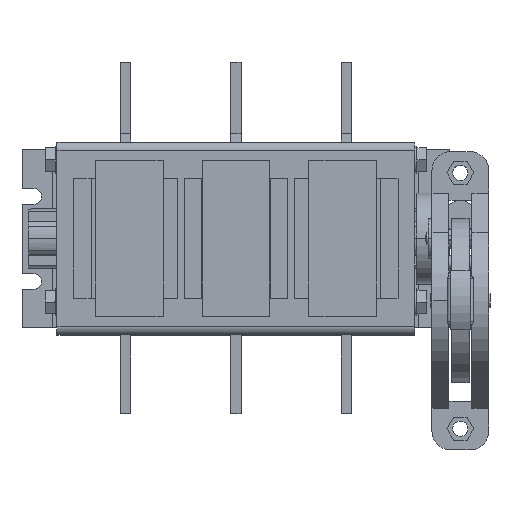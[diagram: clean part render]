
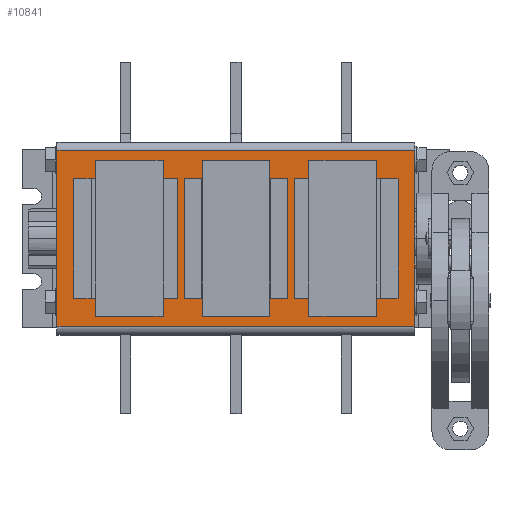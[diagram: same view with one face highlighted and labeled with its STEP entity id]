
A CAD part, top view. The second image highlights one B-rep face of the part: STEP entity #10841.
In plain terms, the highlighted planar face has unit normal (0, 0, 1).
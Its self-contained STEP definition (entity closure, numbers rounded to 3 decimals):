
#255 = ORIENTED_EDGE ( 'NONE', *, *, #3075, .T. ) ;
#362 = LINE ( 'NONE', #6842, #5994 ) ;
#644 = EDGE_CURVE ( 'NONE', #11819, #14972, #3717, .T. ) ;
#999 = VECTOR ( 'NONE', #20530, 1000. ) ;
#1085 = ORIENTED_EDGE ( 'NONE', *, *, #22656, .F. ) ;
#1242 = CARTESIAN_POINT ( 'NONE',  ( -30.625, 35.25, 178.975 ) ) ;
#1325 = DIRECTION ( 'NONE',  ( -1., 0., 0. ) ) ;
#1436 = EDGE_CURVE ( 'NONE', #1589, #11819, #10810, .T. ) ;
#1483 = DIRECTION ( 'NONE',  ( 0., -1., 0. ) ) ;
#1526 = CARTESIAN_POINT ( 'NONE',  ( 34.375, 35.25, 178.975 ) ) ;
#1589 = VERTEX_POINT ( 'NONE', #12900 ) ;
#1664 = ORIENTED_EDGE ( 'NONE', *, *, #6967, .F. ) ;
#2232 = EDGE_CURVE ( 'NONE', #9639, #1589, #4055, .T. ) ;
#2319 = DIRECTION ( 'NONE',  ( -1., 0., 0. ) ) ;
#2368 = CARTESIAN_POINT ( 'NONE',  ( 105.6, 51.875, 178.975 ) ) ;
#2762 = LINE ( 'NONE', #9247, #999 ) ;
#2772 = CARTESIAN_POINT ( 'NONE',  ( -30.625, -35.25, 178.975 ) ) ;
#3075 = EDGE_CURVE ( 'NONE', #21182, #13196, #20070, .T. ) ;
#3189 = VERTEX_POINT ( 'NONE', #2368 ) ;
#3610 = DIRECTION ( 'NONE',  ( 1., 0., 0. ) ) ;
#3611 = EDGE_CURVE ( 'NONE', #22951, #24836, #362, .T. ) ;
#3717 = LINE ( 'NONE', #12451, #8272 ) ;
#3740 = CARTESIAN_POINT ( 'NONE',  ( 34.375, -35.25, 178.975 ) ) ;
#4055 = LINE ( 'NONE', #6591, #10089 ) ;
#4070 = VERTEX_POINT ( 'NONE', #1242 ) ;
#4155 = DIRECTION ( 'NONE',  ( -1., 0., 0. ) ) ;
#4441 = EDGE_LOOP ( 'NONE', ( #1085, #23312, #1664, #4862 ) ) ;
#4797 = ORIENTED_EDGE ( 'NONE', *, *, #14139, .F. ) ;
#4800 = VERTEX_POINT ( 'NONE', #12738 ) ;
#4808 = CARTESIAN_POINT ( 'NONE',  ( -95.625, 35.25, 178.975 ) ) ;
#4862 = ORIENTED_EDGE ( 'NONE', *, *, #25674, .F. ) ;
#5175 = CARTESIAN_POINT ( 'NONE',  ( 30.625, -35.25, 178.975 ) ) ;
#5520 = CARTESIAN_POINT ( 'NONE',  ( -271.672, -51.875, 178.975 ) ) ;
#5531 = EDGE_CURVE ( 'NONE', #16254, #4800, #18029, .T. ) ;
#5621 = VECTOR ( 'NONE', #14068, 1000. ) ;
#5979 = VECTOR ( 'NONE', #20271, 1000. ) ;
#5994 = VECTOR ( 'NONE', #22354, 1000. ) ;
#6117 = ORIENTED_EDGE ( 'NONE', *, *, #22075, .T. ) ;
#6231 = VECTOR ( 'NONE', #6624, 1000. ) ;
#6591 = CARTESIAN_POINT ( 'NONE',  ( 34.375, -35.25, 178.975 ) ) ;
#6624 = DIRECTION ( 'NONE',  ( -1., 0., 0. ) ) ;
#6842 = CARTESIAN_POINT ( 'NONE',  ( -95.625, -35.25, 178.975 ) ) ;
#6967 = EDGE_CURVE ( 'NONE', #4070, #21635, #25904, .T. ) ;
#7014 = VERTEX_POINT ( 'NONE', #5175 ) ;
#7490 = DIRECTION ( 'NONE',  ( 0., 0., 1. ) ) ;
#8235 = ORIENTED_EDGE ( 'NONE', *, *, #10061, .F. ) ;
#8272 = VECTOR ( 'NONE', #1325, 1000. ) ;
#8482 = CARTESIAN_POINT ( 'NONE',  ( -105.6, 51.875, 178.975 ) ) ;
#9177 = VECTOR ( 'NONE', #17813, 1000. ) ;
#9199 = EDGE_CURVE ( 'NONE', #14972, #9639, #19260, .T. ) ;
#9247 = CARTESIAN_POINT ( 'NONE',  ( -30.625, -35.25, 178.975 ) ) ;
#9601 = CARTESIAN_POINT ( 'NONE',  ( 30.625, 35.25, 178.975 ) ) ;
#9639 = VERTEX_POINT ( 'NONE', #20203 ) ;
#9869 = CARTESIAN_POINT ( 'NONE',  ( 105.6, -51.875, 178.975 ) ) ;
#10061 = EDGE_CURVE ( 'NONE', #24836, #16254, #16021, .T. ) ;
#10089 = VECTOR ( 'NONE', #16722, 1000. ) ;
#10753 = ORIENTED_EDGE ( 'NONE', *, *, #2232, .F. ) ;
#10810 = LINE ( 'NONE', #19581, #21838 ) ;
#10841 = ADVANCED_FACE ( 'NONE', ( #22435, #11574, #26258, #26675 ), #11841, .T. ) ;
#11165 = LINE ( 'NONE', #13575, #9177 ) ;
#11423 = CARTESIAN_POINT ( 'NONE',  ( -105.6, -51.875, 178.975 ) ) ;
#11536 = VECTOR ( 'NONE', #19574, 1000. ) ;
#11574 = FACE_BOUND ( 'NONE', #22908, .T. ) ;
#11721 = DIRECTION ( 'NONE',  ( 1., 0., 0. ) ) ;
#11819 = VERTEX_POINT ( 'NONE', #22773 ) ;
#11841 = PLANE ( 'NONE',  #23890 ) ;
#11931 = CARTESIAN_POINT ( 'NONE',  ( -95.625, -35.25, 178.975 ) ) ;
#12451 = CARTESIAN_POINT ( 'NONE',  ( 34.375, 35.25, 178.975 ) ) ;
#12738 = CARTESIAN_POINT ( 'NONE',  ( -34.375, 35.25, 178.975 ) ) ;
#12845 = ORIENTED_EDGE ( 'NONE', *, *, #16083, .F. ) ;
#12900 = CARTESIAN_POINT ( 'NONE',  ( 95.625, -35.25, 178.975 ) ) ;
#13173 = CARTESIAN_POINT ( 'NONE',  ( -30.625, 35.25, 178.975 ) ) ;
#13196 = VERTEX_POINT ( 'NONE', #9869 ) ;
#13575 = CARTESIAN_POINT ( 'NONE',  ( 30.625, -35.25, 178.975 ) ) ;
#14068 = DIRECTION ( 'NONE',  ( 0., 1., 0. ) ) ;
#14139 = EDGE_CURVE ( 'NONE', #21182, #25882, #17103, .T. ) ;
#14972 = VERTEX_POINT ( 'NONE', #1526 ) ;
#15394 = CARTESIAN_POINT ( 'NONE',  ( -30.625, -35.25, 178.975 ) ) ;
#15666 = DIRECTION ( 'NONE',  ( 1., 0., 0. ) ) ;
#15936 = CARTESIAN_POINT ( 'NONE',  ( -271.672, 0., 178.975 ) ) ;
#16021 = LINE ( 'NONE', #11931, #26085 ) ;
#16083 = EDGE_CURVE ( 'NONE', #4800, #22951, #25946, .T. ) ;
#16254 = VERTEX_POINT ( 'NONE', #16983 ) ;
#16722 = DIRECTION ( 'NONE',  ( 1., 0., 0. ) ) ;
#16974 = LINE ( 'NONE', #13173, #19707 ) ;
#16983 = CARTESIAN_POINT ( 'NONE',  ( -34.375, -35.25, 178.975 ) ) ;
#17103 = LINE ( 'NONE', #25564, #26760 ) ;
#17265 = LINE ( 'NONE', #21488, #23026 ) ;
#17539 = EDGE_LOOP ( 'NONE', ( #27673, #8235, #27315, #12845 ) ) ;
#17813 = DIRECTION ( 'NONE',  ( 0., 1., 0. ) ) ;
#18029 = LINE ( 'NONE', #22402, #5621 ) ;
#18459 = CARTESIAN_POINT ( 'NONE',  ( -95.625, -35.25, 178.975 ) ) ;
#18528 = VERTEX_POINT ( 'NONE', #9601 ) ;
#18541 = ORIENTED_EDGE ( 'NONE', *, *, #1436, .F. ) ;
#19195 = EDGE_CURVE ( 'NONE', #3189, #25882, #17265, .T. ) ;
#19260 = LINE ( 'NONE', #3740, #20640 ) ;
#19574 = DIRECTION ( 'NONE',  ( 0., -1., 0. ) ) ;
#19581 = CARTESIAN_POINT ( 'NONE',  ( 95.625, -35.25, 178.975 ) ) ;
#19707 = VECTOR ( 'NONE', #2319, 1000. ) ;
#19708 = EDGE_CURVE ( 'NONE', #21635, #7014, #2762, .T. ) ;
#19933 = ORIENTED_EDGE ( 'NONE', *, *, #19195, .T. ) ;
#20070 = LINE ( 'NONE', #5520, #26816 ) ;
#20203 = CARTESIAN_POINT ( 'NONE',  ( 34.375, -35.25, 178.975 ) ) ;
#20240 = EDGE_LOOP ( 'NONE', ( #6117, #19933, #4797, #255 ) ) ;
#20271 = DIRECTION ( 'NONE',  ( 0., 1., 0. ) ) ;
#20530 = DIRECTION ( 'NONE',  ( 1., 0., 0. ) ) ;
#20640 = VECTOR ( 'NONE', #1483, 1000. ) ;
#21182 = VERTEX_POINT ( 'NONE', #11423 ) ;
#21488 = CARTESIAN_POINT ( 'NONE',  ( -271.672, 51.875, 178.975 ) ) ;
#21635 = VERTEX_POINT ( 'NONE', #15394 ) ;
#21838 = VECTOR ( 'NONE', #27905, 1000. ) ;
#22075 = EDGE_CURVE ( 'NONE', #13196, #3189, #22382, .T. ) ;
#22354 = DIRECTION ( 'NONE',  ( 0., -1., 0. ) ) ;
#22382 = LINE ( 'NONE', #26763, #5979 ) ;
#22402 = CARTESIAN_POINT ( 'NONE',  ( -34.375, -35.25, 178.975 ) ) ;
#22435 = FACE_BOUND ( 'NONE', #17539, .T. ) ;
#22656 = EDGE_CURVE ( 'NONE', #7014, #18528, #11165, .T. ) ;
#22773 = CARTESIAN_POINT ( 'NONE',  ( 95.625, 35.25, 178.975 ) ) ;
#22908 = EDGE_LOOP ( 'NONE', ( #18541, #10753, #27052, #25322 ) ) ;
#22951 = VERTEX_POINT ( 'NONE', #4808 ) ;
#23026 = VECTOR ( 'NONE', #4155, 1000. ) ;
#23312 = ORIENTED_EDGE ( 'NONE', *, *, #19708, .F. ) ;
#23890 = AXIS2_PLACEMENT_3D ( 'NONE', #15936, #7490, #15666 ) ;
#24836 = VERTEX_POINT ( 'NONE', #18459 ) ;
#25322 = ORIENTED_EDGE ( 'NONE', *, *, #644, .F. ) ;
#25564 = CARTESIAN_POINT ( 'NONE',  ( -105.6, 0., 178.975 ) ) ;
#25674 = EDGE_CURVE ( 'NONE', #18528, #4070, #16974, .T. ) ;
#25699 = DIRECTION ( 'NONE',  ( 0., 1., 0. ) ) ;
#25882 = VERTEX_POINT ( 'NONE', #8482 ) ;
#25904 = LINE ( 'NONE', #2772, #11536 ) ;
#25946 = LINE ( 'NONE', #27943, #6231 ) ;
#26085 = VECTOR ( 'NONE', #3610, 1000. ) ;
#26258 = FACE_BOUND ( 'NONE', #4441, .T. ) ;
#26675 = FACE_OUTER_BOUND ( 'NONE', #20240, .T. ) ;
#26760 = VECTOR ( 'NONE', #25699, 1000. ) ;
#26763 = CARTESIAN_POINT ( 'NONE',  ( 105.6, 0., 178.975 ) ) ;
#26816 = VECTOR ( 'NONE', #11721, 1000. ) ;
#27052 = ORIENTED_EDGE ( 'NONE', *, *, #9199, .F. ) ;
#27315 = ORIENTED_EDGE ( 'NONE', *, *, #3611, .F. ) ;
#27673 = ORIENTED_EDGE ( 'NONE', *, *, #5531, .F. ) ;
#27905 = DIRECTION ( 'NONE',  ( 0., 1., 0. ) ) ;
#27943 = CARTESIAN_POINT ( 'NONE',  ( -95.625, 35.25, 178.975 ) ) ;
